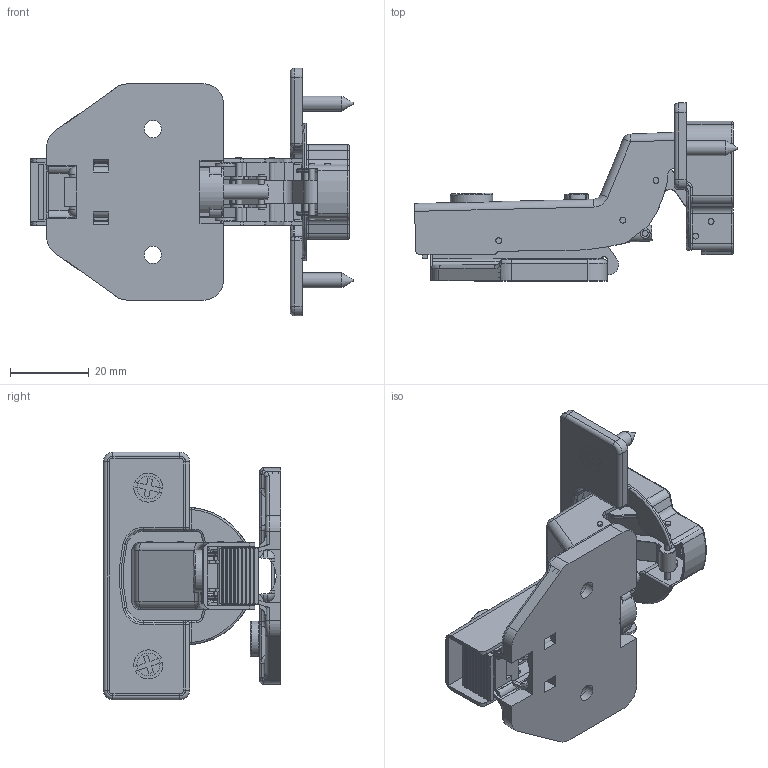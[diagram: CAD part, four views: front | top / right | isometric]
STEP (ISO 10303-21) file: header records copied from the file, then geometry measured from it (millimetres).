
FILE_DESCRIPTION(/* description */ (''),/* implementation_level */ '2;1');
FILE_NAME(/* name */ 'ZM-CNHC07BR2.stp',/* time_stamp */ '2023-10-04T09:10:06+02:00',/* author */ ('tomaszw'),/* organization */ (''),/* preprocessor_version */ 'ST-DEVELOPER v19.2',/* originating_system */ 'Autodesk Inventor 2023',/* authorisation */ '');
FILE_SCHEMA (('AUTOMOTIVE_DESIGN { 1 0 10303 214 3 1 1 }'));
Length unit declared in the file: millimetre
Products named in the file (15): ZM-CNHC07BEO; ZM-ECHC0-P-H0; ZM-CNHC07; ZM-CNHC0_2; ZM-CNHC0_1; ZM-CNHC0_4; ZM-CNHC0_3; ZM-CNHC0_Pin1; ZM-CNHC0_5; ZM-CNHC0_7; ZM-CNHC0_8; ZM-CNHC0_Pin2; ZM-CNHC0-NP; Wkret4x16; ZM-CNHC0-P_V2
Assembly tree (19 placements, depth 2):
  ZM-CNHC07BEO
    ZM-ECHC0-P-H0
    ZM-CNHC07
    ZM-CNHC0_2
    ZM-CNHC0_1
    ZM-CNHC0_4
    ZM-CNHC0_3
    ZM-CNHC0_Pin2  x4
    ZM-CNHC0_Pin1  x2
    ZM-CNHC0_5
    ZM-CNHC0_7
    ZM-CNHC0_8
    ZM-CNHC0-NP
    Wkret4x16  x2
    ZM-CNHC0-P_V2
Bounding box: 82.13 x 45.2 x 63 mm (x, y, z)
Volume: 20302.5 mm3; surface area: 33382.7 mm2
Topology: 19 solids, 19 shells, 1098 faces, 2799 edges, 1729 vertices
Faces by surface type: plane 464, cylinder 419, torus 122, bspline 46, sphere 26, cone 21
Full cylindrical faces by diameter (mm): 1.5 x31, 2 x2, 3 x1, 3.8 x2, 4 x1, 4.4 x2, 6 x1, 6.5 x1, 8 x1, 9 x1, 10.8 x1
Entity records: 35141 total; most frequent: CARTESIAN_POINT 7274, DIRECTION 5768, ORIENTED_EDGE 5450, EDGE_CURVE 2725, AXIS2_PLACEMENT_3D 2115, VERTEX_POINT 1689, LINE 1538, VECTOR 1538
